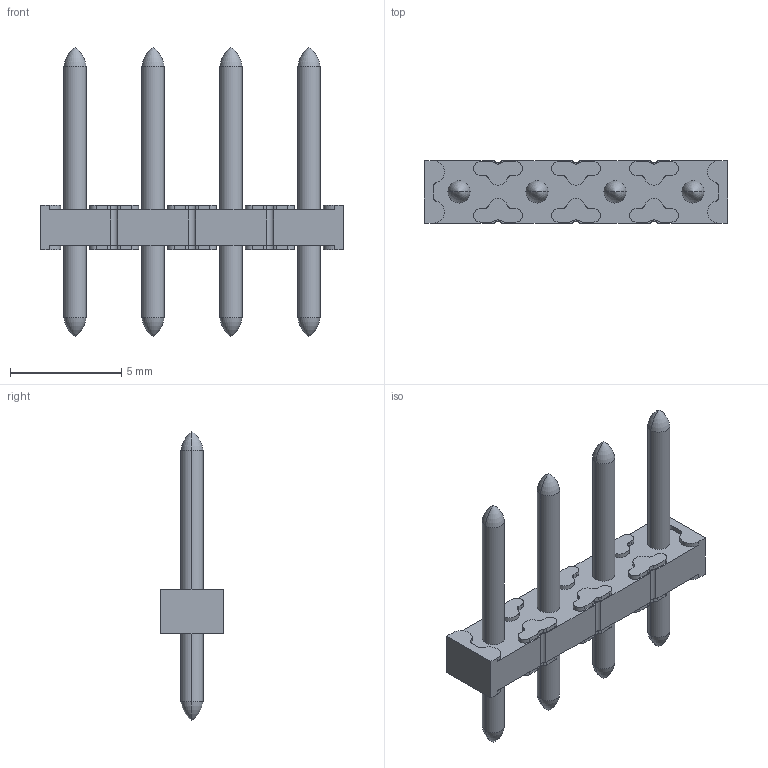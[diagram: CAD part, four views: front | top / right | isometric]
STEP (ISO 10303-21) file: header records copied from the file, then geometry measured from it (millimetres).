
FILE_DESCRIPTION(('STEP AP242'),'1');
FILE_NAME('1945119.stp','2024-07-23T16:18:31',('TraceParts'),('TraceParts S.A.'),'Spatial InterOp 3D',' ',' ');
FILE_SCHEMA(('AP242_MANAGED_MODEL_BASED_3D_ENGINEERING_MIM_LF {1 0 10303 442 1 1 4}'));
Length unit declared in the file: millimetre
Products named in the file (1): 1945119_1
Bounding box: 13.6 x 2.8 x 13 mm (x, y, z)
Volume: 99.1 mm3; surface area: 319.6 mm2
Topology: 5 solids, 5 shells, 260 faces, 722 edges, 468 vertices
Faces by surface type: cylinder 164, plane 80, torus 16
Entity records: 10518 total; most frequent: DIRECTION 1580, CARTESIAN_POINT 1439, ORIENTED_EDGE 1412, EDGE_CURVE 706, AXIS2_PLACEMENT_3D 609, VERTEX_POINT 468, LINE 362, VECTOR 362
